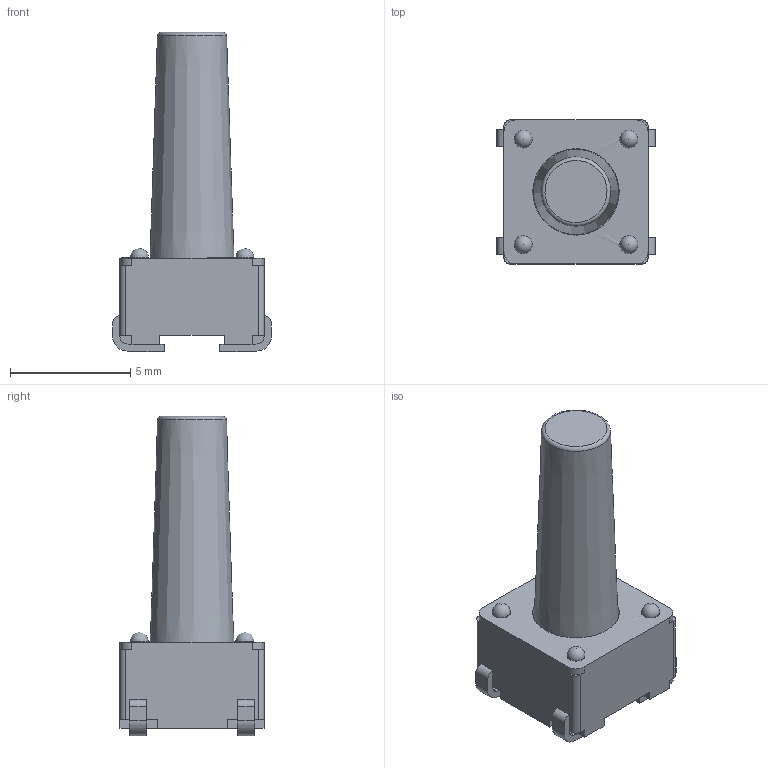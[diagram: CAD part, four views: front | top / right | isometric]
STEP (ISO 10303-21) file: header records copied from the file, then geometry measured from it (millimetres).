
FILE_DESCRIPTION((' '),'2;1');
FILE_NAME('TL3301DFxxxxJ.stp','2017-07-28T09:23:10',(' '),(' '),' ','ACIS',' ');
FILE_SCHEMA(('CONFIG_CONTROL_DESIGN'));
Length unit declared in the file: inch
Products named in the file (1): TL3301DFxxxxJ.stp
Bounding box: 6.6 x 6 x 13.3 mm (x, y, z)
Volume: 170.7 mm3; surface area: 376.8 mm2
Topology: 1 solids, 2 shells, 217 faces, 583 edges, 377 vertices
Faces by surface type: plane 137, cylinder 69, torus 5, sphere 4, cone 1, bspline 1
Full cylindrical faces by diameter (mm): 0.75 x4, 3.6 x1, 5 x1
Entity records: 6746 total; most frequent: CARTESIAN_POINT 1199, ORIENTED_EDGE 1124, DIRECTION 1121, EDGE_CURVE 562, VECTOR 433, LINE 433, VERTEX_POINT 367, AXIS2_PLACEMENT_3D 344
